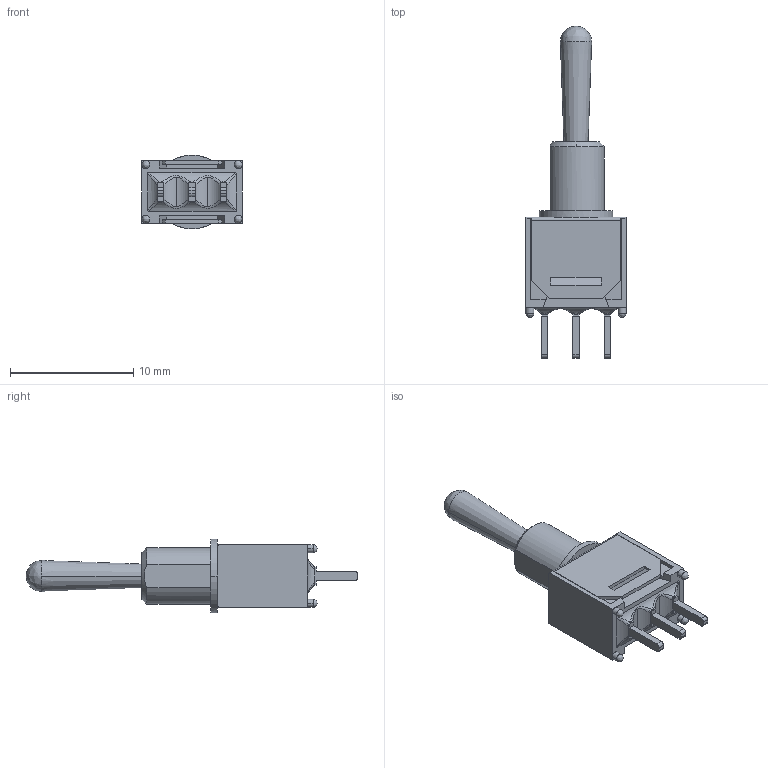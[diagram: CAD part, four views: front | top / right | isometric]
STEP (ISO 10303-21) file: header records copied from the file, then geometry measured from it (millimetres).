
FILE_DESCRIPTION (( 'STEP AP214' ), '1' );
FILE_NAME ('200MSP3T1B1M2QEH.STEP', '2022-07-25T09:44:26', ( '' ), ( '' ), 'SwSTEP 2.0', 'SolidWorks 2017', '' );
FILE_SCHEMA (( 'AUTOMOTIVE_DESIGN' ));
Length unit declared in the file: millimetre
Products named in the file (2): 200MSP3T1B1M2QEH
Assembly tree (1 placements, depth 2):
  200MSP3T1B1M2QEH
    200MSP3T1B1M2QEH
Bounding box: 8.13 x 26.93 x 6 mm (x, y, z)
Volume: 557.6 mm3; surface area: 782 mm2
Topology: 3 solids, 3 shells, 151 faces, 409 edges, 256 vertices
Faces by surface type: plane 102, cylinder 30, bspline 15, cone 4
Entity records: 6278 total; most frequent: CARTESIAN_POINT 2583, ORIENTED_EDGE 790, DIRECTION 686, EDGE_CURVE 395, VECTOR 274, LINE 274, VERTEX_POINT 256, AXIS2_PLACEMENT_3D 206
